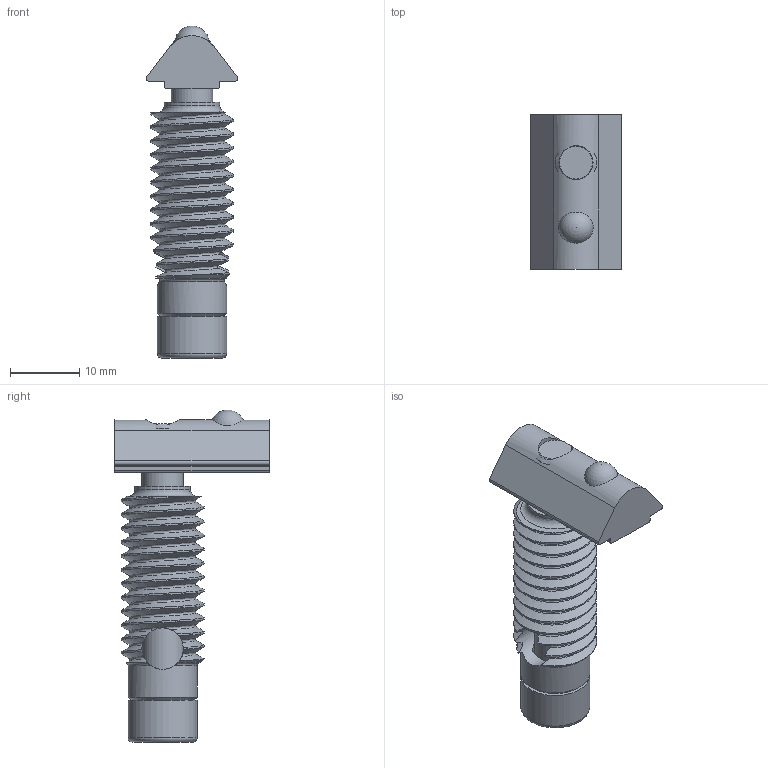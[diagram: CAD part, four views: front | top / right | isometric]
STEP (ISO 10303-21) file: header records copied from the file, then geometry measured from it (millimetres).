
FILE_DESCRIPTION(/* description */ ('KriTec Automatik-Verbindungssatz 8, schwarz'),/* implementation_level */ '2;1');
FILE_NAME(/* name */ '13402_KriTec_Automatik-Verbindungssatz_8_schwarz.stp',/* time_stamp */ '2019-08-29T09:56:52+02:00',/* author */ ('jendrek'),/* organization */ (''),/* preprocessor_version */ 'ST-DEVELOPER v17',/* originating_system */ 'Autodesk Inventor 2018',/* authorisation */ '');
FILE_SCHEMA (('AUTOMOTIVE_DESIGN { 1 0 10303 214 3 1 1 }'));
Length unit declared in the file: millimetre
Products named in the file (4): 13402; 13402_1; DIN 912 - M6 x 40; 11007
Assembly tree (3 placements, depth 2):
  13402
    13402_1
    DIN 912 - M6 x 40
    11007
Bounding box: 13.19 x 22.3 x 48 mm (x, y, z)
Volume: 4450.7 mm3; surface area: 4374.5 mm2
Topology: 3 solids, 3 shells, 86 faces, 254 edges, 171 vertices
Faces by surface type: plane 30, cylinder 29, bspline 17, torus 5, cone 4, sphere 1
Full cylindrical faces by diameter (mm): 4.917 x1, 6 x3, 8 x1, 10 x2, 12 x9
Entity records: 6848 total; most frequent: CARTESIAN_POINT 4596, ORIENTED_EDGE 504, DIRECTION 350, EDGE_CURVE 252, VERTEX_POINT 171, AXIS2_PLACEMENT_3D 134, B_SPLINE_CURVE_WITH_KNOTS 106, EDGE_LOOP 93
